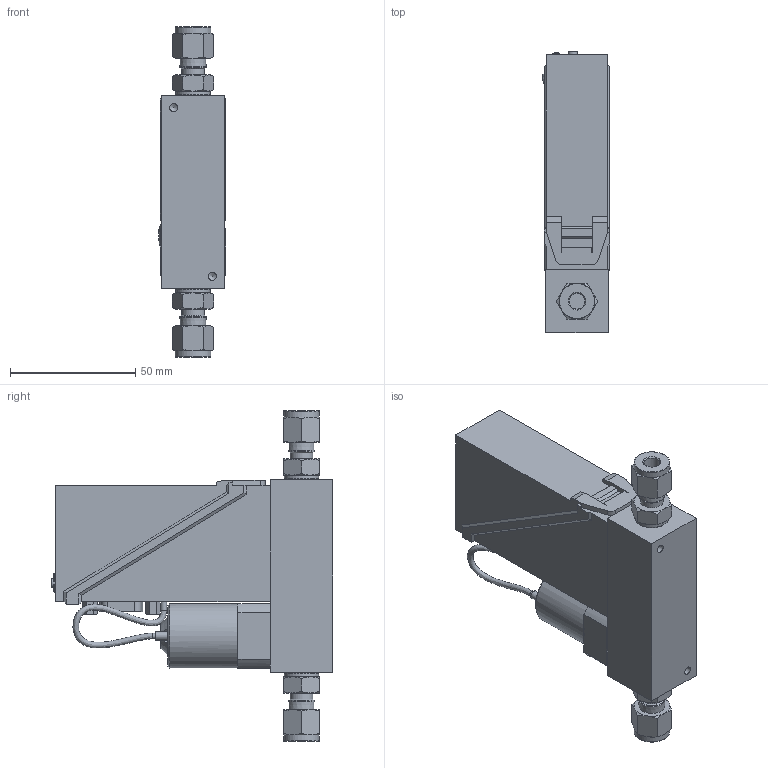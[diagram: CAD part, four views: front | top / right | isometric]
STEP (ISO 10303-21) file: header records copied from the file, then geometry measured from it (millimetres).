
FILE_DESCRIPTION(/* description */ (''),/* implementation_level */ '2;1');
FILE_NAME(/* name */ 'F-210CV-nnn-Ann-22-n.stp',/* time_stamp */ '2021-08-10T09:14:24+02:00',/* author */ ('M-Huiskes'),/* organization */ (''),/* preprocessor_version */ 'ST-DEVELOPER v18.1',/* originating_system */ 'Autodesk Inventor 2021',/* authorisation */ '');
FILE_SCHEMA (('AUTOMOTIVE_DESIGN { 1 0 10303 214 3 1 1 }'));
Length unit declared in the file: millimetre
Products named in the file (1): F-200CV-nnn-Ann-22-n
Bounding box: 26.81 x 112.56 x 132.2 mm (x, y, z)
Volume: 177002.3 mm3; surface area: 34119 mm2
Topology: 7 solids, 14 shells, 598 faces, 1463 edges, 937 vertices
Faces by surface type: plane 344, cone 110, cylinder 86, bspline 33, torus 14, sphere 11
Full cylindrical faces by diameter (mm): 0.59 x9, 2.318 x3, 2.459 x2, 2.693 x1, 2.729 x4, 2.9 x2, 2.95 x2, 3 x8, 3.2 x7, 3.242 x2, 3.318 x1, 3.6 x1, 4.4 x1, 4.566 x2, 5.5 x5, 6 x4, 6.35 x2, 8.2 x1, 8.3 x1, 8.997 x2, 13.716 x2, 14.287 x2, 25.9 x1
Entity records: 17799 total; most frequent: CARTESIAN_POINT 4078, ORIENTED_EDGE 2890, DIRECTION 2669, EDGE_CURVE 1445, VERTEX_POINT 937, AXIS2_PLACEMENT_3D 917, LINE 835, VECTOR 835
